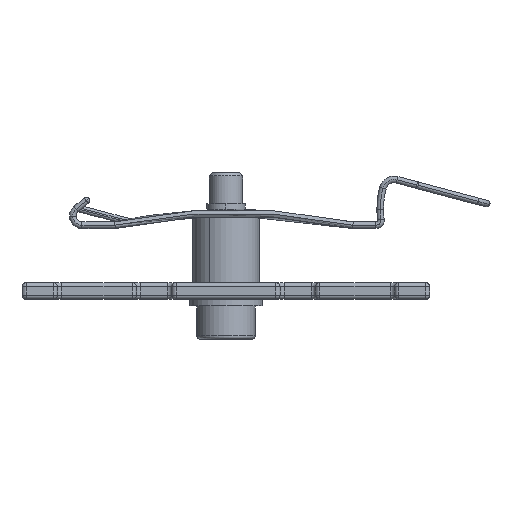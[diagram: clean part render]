
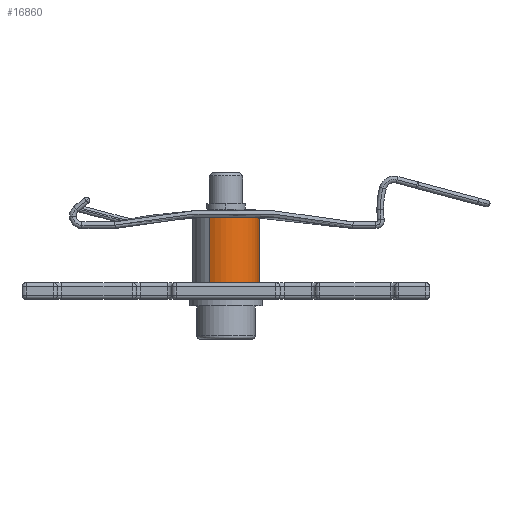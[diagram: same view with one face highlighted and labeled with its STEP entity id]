
A CAD part, left-side view. The second image highlights one B-rep face of the part: STEP entity #16860.
In plain terms, the highlighted cylindrical face has radius 4 mm (diameter 8 mm), a partial arc.
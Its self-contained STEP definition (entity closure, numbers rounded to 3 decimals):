
#757 = DIRECTION ( 'NONE',  ( 0., 1., 0. ) ) ;
#1660 = EDGE_CURVE ( 'NONE', #21186, #8850, #28506, .T. ) ;
#4036 = CARTESIAN_POINT ( 'NONE',  ( 0., 0., 0. ) ) ;
#4234 = DIRECTION ( 'NONE',  ( 0., 1., 0. ) ) ;
#5004 = CARTESIAN_POINT ( 'NONE',  ( 0., -8., 0. ) ) ;
#5410 = CARTESIAN_POINT ( 'NONE',  ( 0., -8., 0. ) ) ;
#5869 = CARTESIAN_POINT ( 'NONE',  ( 0., -8., -4. ) ) ;
#6613 = DIRECTION ( 'NONE',  ( 0., 0., 1. ) ) ;
#6845 = ORIENTED_EDGE ( 'NONE', *, *, #24252, .F. ) ;
#8252 = EDGE_CURVE ( 'NONE', #8850, #33646, #20582, .T. ) ;
#8803 = ORIENTED_EDGE ( 'NONE', *, *, #8252, .T. ) ;
#8850 = VERTEX_POINT ( 'NONE', #13130 ) ;
#9500 = CARTESIAN_POINT ( 'NONE',  ( 0., -8., 4. ) ) ;
#13130 = CARTESIAN_POINT ( 'NONE',  ( 0., -8., -4. ) ) ;
#14073 = VERTEX_POINT ( 'NONE', #30063 ) ;
#16860 = ADVANCED_FACE ( 'NONE', ( #32228 ), #38587, .T. ) ;
#18455 = VECTOR ( 'NONE', #32513, 1000. ) ;
#20582 = LINE ( 'NONE', #5869, #18455 ) ;
#21186 = VERTEX_POINT ( 'NONE', #9500 ) ;
#22416 = AXIS2_PLACEMENT_3D ( 'NONE', #5004, #23280, #35422 ) ;
#23280 = DIRECTION ( 'NONE',  ( 0., 1., 0. ) ) ;
#23910 = VECTOR ( 'NONE', #757, 1000. ) ;
#24252 = EDGE_CURVE ( 'NONE', #14073, #33646, #33565, .T. ) ;
#25335 = EDGE_LOOP ( 'NONE', ( #31529, #8803, #6845, #31166 ) ) ;
#25373 = LINE ( 'NONE', #30937, #23910 ) ;
#26685 = DIRECTION ( 'NONE',  ( 0., 1., 0. ) ) ;
#28506 = CIRCLE ( 'NONE', #29748, 4. ) ;
#29748 = AXIS2_PLACEMENT_3D ( 'NONE', #5410, #26685, #38800 ) ;
#30063 = CARTESIAN_POINT ( 'NONE',  ( 0., 0., 4. ) ) ;
#30937 = CARTESIAN_POINT ( 'NONE',  ( 0., -8., 4. ) ) ;
#31166 = ORIENTED_EDGE ( 'NONE', *, *, #35335, .F. ) ;
#31529 = ORIENTED_EDGE ( 'NONE', *, *, #1660, .T. ) ;
#32228 = FACE_OUTER_BOUND ( 'NONE', #25335, .T. ) ;
#32513 = DIRECTION ( 'NONE',  ( 0., 1., 0. ) ) ;
#33565 = CIRCLE ( 'NONE', #37359, 4. ) ;
#33646 = VERTEX_POINT ( 'NONE', #36970 ) ;
#35335 = EDGE_CURVE ( 'NONE', #21186, #14073, #25373, .T. ) ;
#35422 = DIRECTION ( 'NONE',  ( 0., 0., 1. ) ) ;
#36970 = CARTESIAN_POINT ( 'NONE',  ( 0., 0., -4. ) ) ;
#37359 = AXIS2_PLACEMENT_3D ( 'NONE', #4036, #4234, #6613 ) ;
#38587 = CYLINDRICAL_SURFACE ( 'NONE', #22416, 4. ) ;
#38800 = DIRECTION ( 'NONE',  ( 0., 0., 1. ) ) ;
